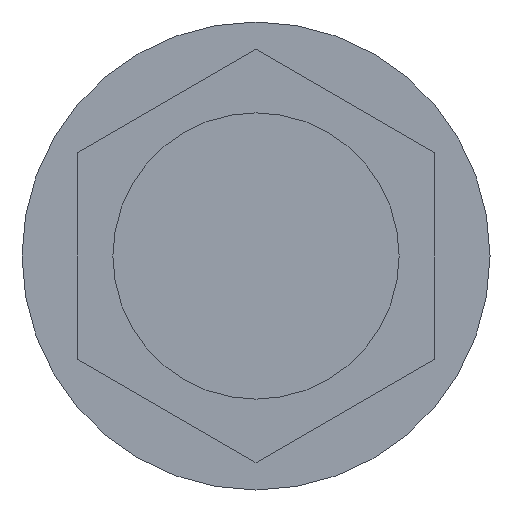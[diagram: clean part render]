
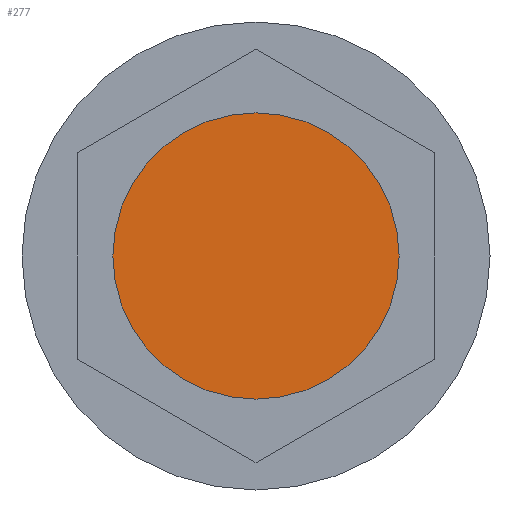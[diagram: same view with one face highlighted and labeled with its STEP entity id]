
A CAD part, left-side view. The second image highlights one B-rep face of the part: STEP entity #277.
In plain terms, the highlighted planar face has unit normal (-1, 0, 0).
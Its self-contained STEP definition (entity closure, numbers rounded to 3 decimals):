
#45 = EDGE_CURVE ( 'NONE', #387, #538, #326, .T. ) ;
#100 = DIRECTION ( 'NONE',  ( 0., 0., -1. ) ) ;
#124 = CARTESIAN_POINT ( 'NONE',  ( -4.623, 0., -3.729 ) ) ;
#125 = EDGE_CURVE ( 'NONE', #538, #387, #692, .T. ) ;
#153 = ORIENTED_EDGE ( 'NONE', *, *, #45, .T. ) ;
#200 = PLANE ( 'NONE',  #621 ) ;
#277 = ADVANCED_FACE ( 'N', ( #486 ), #200, .F. ) ;
#324 = DIRECTION ( 'NONE',  ( 1., 0., 0. ) ) ;
#326 = CIRCLE ( 'NONE', #664, 3.729 ) ;
#387 = VERTEX_POINT ( 'NONE', #398 ) ;
#389 = AXIS2_PLACEMENT_3D ( 'NONE', #489, #426, #646 ) ;
#398 = CARTESIAN_POINT ( 'NONE',  ( -4.623, 0., 3.729 ) ) ;
#419 = DIRECTION ( 'NONE',  ( 0., 0., 1. ) ) ;
#426 = DIRECTION ( 'NONE',  ( -1., 0., 0. ) ) ;
#434 = EDGE_LOOP ( 'NONE', ( #153, #488 ) ) ;
#486 = FACE_OUTER_BOUND ( 'NONE', #434, .T. ) ;
#488 = ORIENTED_EDGE ( 'NONE', *, *, #125, .T. ) ;
#489 = CARTESIAN_POINT ( 'NONE',  ( -4.623, 0., 0. ) ) ;
#524 = DIRECTION ( 'NONE',  ( -1., 0., 0. ) ) ;
#538 = VERTEX_POINT ( 'NONE', #124 ) ;
#621 = AXIS2_PLACEMENT_3D ( 'NONE', #715, #324, #100 ) ;
#646 = DIRECTION ( 'NONE',  ( 0., 0., 1. ) ) ;
#664 = AXIS2_PLACEMENT_3D ( 'NONE', #679, #524, #419 ) ;
#679 = CARTESIAN_POINT ( 'NONE',  ( -4.623, 0., 0. ) ) ;
#692 = CIRCLE ( 'NONE', #389, 3.729 ) ;
#715 = CARTESIAN_POINT ( 'NONE',  ( -4.623, 3.729, 0. ) ) ;
